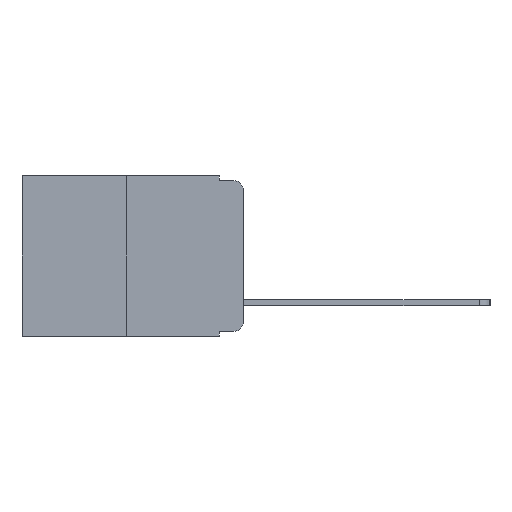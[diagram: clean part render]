
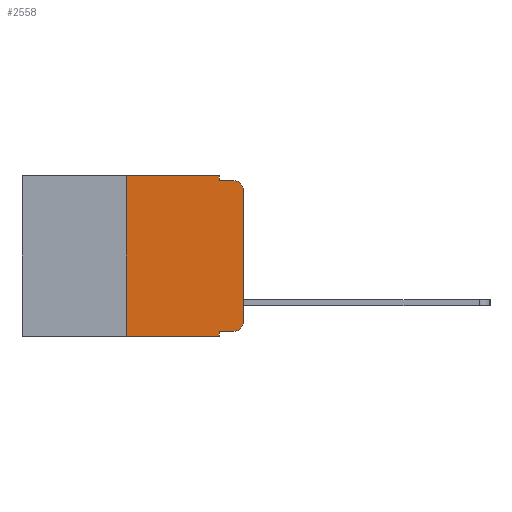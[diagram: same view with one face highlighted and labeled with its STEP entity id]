
A CAD part, left-side view. The second image highlights one B-rep face of the part: STEP entity #2558.
In plain terms, the highlighted planar face has unit normal (-1, 0, 0).
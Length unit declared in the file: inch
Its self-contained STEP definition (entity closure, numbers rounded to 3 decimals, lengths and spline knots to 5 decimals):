
#128 = CARTESIAN_POINT ( 'NONE',  ( 0., 0.051, 0. ) ) ;
#194 = VERTEX_POINT ( 'NONE', #6070 ) ;
#755 = VECTOR ( 'NONE', #19617, 39.37008 ) ;
#974 = DIRECTION ( 'NONE',  ( 0., 0., 1. ) ) ;
#1227 = LINE ( 'NONE', #18185, #755 ) ;
#1429 = LINE ( 'NONE', #5122, #9019 ) ;
#1484 = DIRECTION ( 'NONE',  ( 0., 0., -1. ) ) ;
#1633 = VECTOR ( 'NONE', #10292, 39.37008 ) ;
#1805 = ORIENTED_EDGE ( 'NONE', *, *, #6743, .F. ) ;
#1815 = CARTESIAN_POINT ( 'NONE',  ( 0., 0.051, -0.01 ) ) ;
#2327 = DIRECTION ( 'NONE',  ( 0., 0., -1. ) ) ;
#2336 = VERTEX_POINT ( 'NONE', #16698 ) ;
#2353 = EDGE_CURVE ( 'NONE', #3175, #9637, #13990, .T. ) ;
#2558 = ADVANCED_FACE ( 'NONE', ( #16660 ), #17772, .F. ) ;
#2587 = CARTESIAN_POINT ( 'NONE',  ( 0., 0.25, 0. ) ) ;
#2817 = VERTEX_POINT ( 'NONE', #14449 ) ;
#3175 = VERTEX_POINT ( 'NONE', #17079 ) ;
#3618 = ORIENTED_EDGE ( 'NONE', *, *, #12502, .T. ) ;
#4472 = VECTOR ( 'NONE', #5468, 39.37008 ) ;
#4588 = ORIENTED_EDGE ( 'NONE', *, *, #15377, .F. ) ;
#4806 = CARTESIAN_POINT ( 'NONE',  ( 0., 0.02, -0.333 ) ) ;
#4988 = LINE ( 'NONE', #8621, #4472 ) ;
#5122 = CARTESIAN_POINT ( 'NONE',  ( 0., 0.051, -0.333 ) ) ;
#5175 = EDGE_CURVE ( 'NONE', #3175, #194, #17457, .T. ) ;
#5468 = DIRECTION ( 'NONE',  ( 0., -1., 0. ) ) ;
#5595 = VECTOR ( 'NONE', #974, 39.37008 ) ;
#5898 = CIRCLE ( 'NONE', #7798, 0.02 ) ;
#6070 = CARTESIAN_POINT ( 'NONE',  ( 0., 0.25, 0. ) ) ;
#6210 = CARTESIAN_POINT ( 'NONE',  ( 0., 0.02, -0.03 ) ) ;
#6743 = EDGE_CURVE ( 'NONE', #2817, #9637, #16167, .T. ) ;
#6911 = VECTOR ( 'NONE', #2327, 39.37008 ) ;
#7099 = CARTESIAN_POINT ( 'NONE',  ( 0., 0.02, -0.313 ) ) ;
#7130 = ORIENTED_EDGE ( 'NONE', *, *, #15811, .T. ) ;
#7571 = VECTOR ( 'NONE', #1484, 39.37008 ) ;
#7798 = AXIS2_PLACEMENT_3D ( 'NONE', #6210, #16591, #7833 ) ;
#7833 = DIRECTION ( 'NONE',  ( 0., 0., -1. ) ) ;
#7890 = ORIENTED_EDGE ( 'NONE', *, *, #16631, .F. ) ;
#7988 = VERTEX_POINT ( 'NONE', #1815 ) ;
#8621 = CARTESIAN_POINT ( 'NONE',  ( 0., 0.051, -0.01 ) ) ;
#8712 = DIRECTION ( 'NONE',  ( 0., 0., -1. ) ) ;
#9007 = EDGE_LOOP ( 'NONE', ( #14795, #3618, #7890, #4588, #16581, #9787, #13678, #1805, #7130, #18834 ) ) ;
#9019 = VECTOR ( 'NONE', #14214, 39.37008 ) ;
#9167 = CARTESIAN_POINT ( 'NONE',  ( 0., 0.473, 0. ) ) ;
#9264 = VERTEX_POINT ( 'NONE', #19620 ) ;
#9637 = VERTEX_POINT ( 'NONE', #15931 ) ;
#9787 = ORIENTED_EDGE ( 'NONE', *, *, #5175, .F. ) ;
#9941 = CARTESIAN_POINT ( 'NONE',  ( 0., 0.02, -0.01 ) ) ;
#10100 = CARTESIAN_POINT ( 'NONE',  ( 0., 0.473, -0.343 ) ) ;
#10292 = DIRECTION ( 'NONE',  ( 0., -1., 0. ) ) ;
#10620 = DIRECTION ( 'NONE',  ( 0., 0., 1. ) ) ;
#10636 = DIRECTION ( 'NONE',  ( 0., 0., -1. ) ) ;
#11649 = EDGE_CURVE ( 'NONE', #2336, #9264, #14187, .T. ) ;
#11873 = VERTEX_POINT ( 'NONE', #4806 ) ;
#11927 = VERTEX_POINT ( 'NONE', #128 ) ;
#12502 = EDGE_CURVE ( 'NONE', #9264, #18660, #5898, .T. ) ;
#13023 = EDGE_CURVE ( 'NONE', #11873, #2336, #14811, .T. ) ;
#13145 = CARTESIAN_POINT ( 'NONE',  ( 0., 0.051, 0. ) ) ;
#13678 = ORIENTED_EDGE ( 'NONE', *, *, #2353, .T. ) ;
#13947 = EDGE_CURVE ( 'NONE', #194, #11927, #1227, .T. ) ;
#13990 = LINE ( 'NONE', #10100, #1633 ) ;
#14187 = LINE ( 'NONE', #16381, #17537 ) ;
#14214 = DIRECTION ( 'NONE',  ( 0., -1., 0. ) ) ;
#14449 = CARTESIAN_POINT ( 'NONE',  ( 0., 0.051, -0.333 ) ) ;
#14795 = ORIENTED_EDGE ( 'NONE', *, *, #11649, .T. ) ;
#14811 = CIRCLE ( 'NONE', #15674, 0.02 ) ;
#15377 = EDGE_CURVE ( 'NONE', #11927, #7988, #19204, .T. ) ;
#15674 = AXIS2_PLACEMENT_3D ( 'NONE', #7099, #17405, #8712 ) ;
#15811 = EDGE_CURVE ( 'NONE', #2817, #11873, #1429, .T. ) ;
#15931 = CARTESIAN_POINT ( 'NONE',  ( 0., 0.051, -0.343 ) ) ;
#16167 = LINE ( 'NONE', #13145, #6911 ) ;
#16381 = CARTESIAN_POINT ( 'NONE',  ( 0., 0., 0. ) ) ;
#16564 = AXIS2_PLACEMENT_3D ( 'NONE', #9167, #19265, #10636 ) ;
#16581 = ORIENTED_EDGE ( 'NONE', *, *, #13947, .F. ) ;
#16591 = DIRECTION ( 'NONE',  ( -1., 0., 0. ) ) ;
#16631 = EDGE_CURVE ( 'NONE', #7988, #18660, #4988, .T. ) ;
#16660 = FACE_OUTER_BOUND ( 'NONE', #9007, .T. ) ;
#16698 = CARTESIAN_POINT ( 'NONE',  ( 0., 0., -0.313 ) ) ;
#17079 = CARTESIAN_POINT ( 'NONE',  ( 0., 0.25, -0.343 ) ) ;
#17405 = DIRECTION ( 'NONE',  ( -1., 0., 0. ) ) ;
#17457 = LINE ( 'NONE', #2587, #5595 ) ;
#17537 = VECTOR ( 'NONE', #10620, 39.37008 ) ;
#17772 = PLANE ( 'NONE',  #16564 ) ;
#18185 = CARTESIAN_POINT ( 'NONE',  ( 0., 0.473, 0. ) ) ;
#18660 = VERTEX_POINT ( 'NONE', #9941 ) ;
#18834 = ORIENTED_EDGE ( 'NONE', *, *, #13023, .T. ) ;
#19204 = LINE ( 'NONE', #19589, #7571 ) ;
#19265 = DIRECTION ( 'NONE',  ( 1., 0., 0. ) ) ;
#19589 = CARTESIAN_POINT ( 'NONE',  ( 0., 0.051, 0. ) ) ;
#19617 = DIRECTION ( 'NONE',  ( 0., -1., 0. ) ) ;
#19620 = CARTESIAN_POINT ( 'NONE',  ( 0., 0., -0.03 ) ) ;
